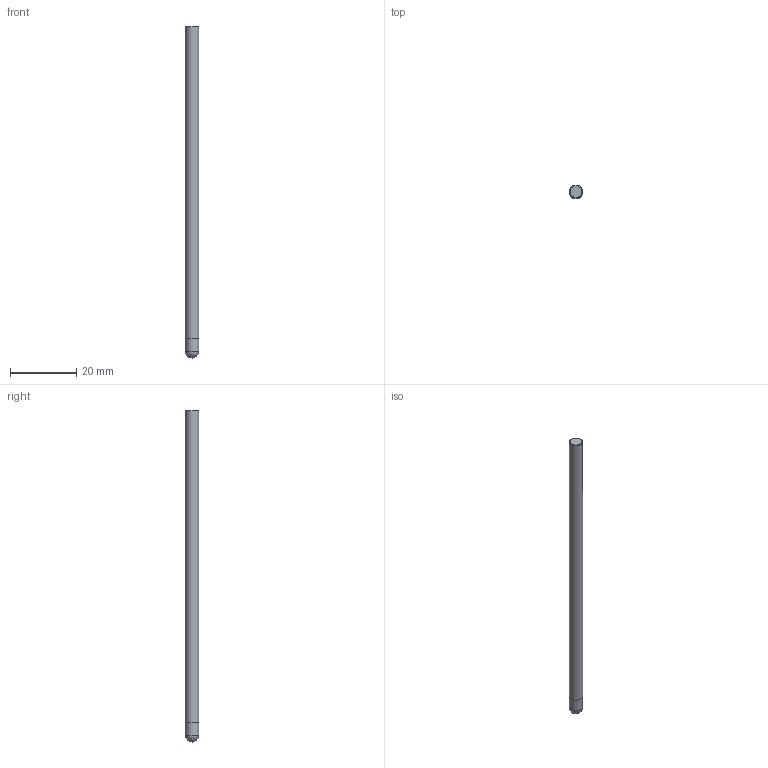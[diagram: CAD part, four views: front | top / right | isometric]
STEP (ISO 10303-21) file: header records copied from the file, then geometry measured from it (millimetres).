
FILE_DESCRIPTION(('STEP'), '1');
FILE_NAME('MOD000000000000000020084645200000.stp', '2018-11-23T12:39:43', (''), (''), 'Express v3.0.0.0', 'Express Tool', 'Unknown');
FILE_SCHEMA(('AUTOMOTIVE_DESIGN'));
Length unit declared in the file: millimetre
Products named in the file (1): NONE
Bounding box: 4 x 4 x 100 mm (x, y, z)
Volume: 1247.6 mm3; surface area: 1292.6 mm2
Topology: 2 solids, 2 shells, 7 faces, 14 edges, 11 vertices
Faces by surface type: bspline 7
Entity records: 310 total; most frequent: CARTESIAN_POINT 124, DIRECTION 26, ORIENTED_EDGE 18, AXIS2_PLACEMENT_3D 10, EDGE_CURVE 9, ADVANCED_FACE 7, FACE_OUTER_BOUND 7, EDGE_LOOP 7
